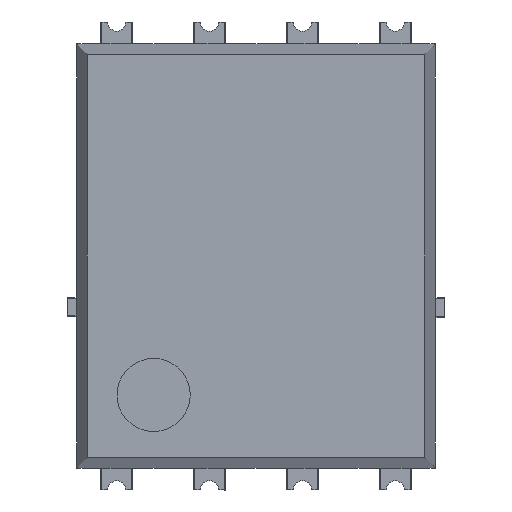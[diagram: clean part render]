
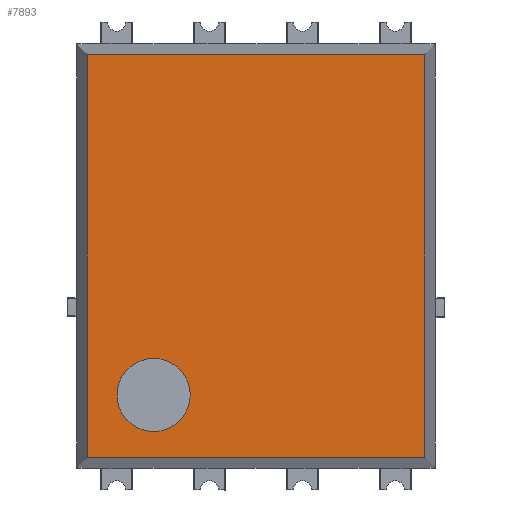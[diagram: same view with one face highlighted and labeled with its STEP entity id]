
A CAD part, front view. The second image highlights one B-rep face of the part: STEP entity #7893.
In plain terms, the highlighted planar face has unit normal (0, -1, 0).
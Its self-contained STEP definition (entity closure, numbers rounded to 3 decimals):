
#218=CIRCLE('',#8362,0.5);
#2077=ORIENTED_EDGE('',*,*,#3101,.F.);
#2078=ORIENTED_EDGE('',*,*,#3102,.T.);
#2079=ORIENTED_EDGE('',*,*,#3103,.T.);
#2080=ORIENTED_EDGE('',*,*,#3104,.T.);
#2081=ORIENTED_EDGE('',*,*,#3105,.T.);
#3101=EDGE_CURVE('',#3745,#3745,#218,.T.);
#3102=EDGE_CURVE('',#3746,#3747,#4575,.T.);
#3103=EDGE_CURVE('',#3747,#3748,#4576,.T.);
#3104=EDGE_CURVE('',#3748,#3749,#4577,.T.);
#3105=EDGE_CURVE('',#3749,#3746,#4578,.T.);
#3745=VERTEX_POINT('',#12040);
#3746=VERTEX_POINT('',#12042);
#3747=VERTEX_POINT('',#12043);
#3748=VERTEX_POINT('',#12045);
#3749=VERTEX_POINT('',#12047);
#4575=LINE('',#12041,#5421);
#4576=LINE('',#12044,#5422);
#4577=LINE('',#12046,#5423);
#4578=LINE('',#12048,#5424);
#5421=VECTOR('',#10075,1000.);
#5422=VECTOR('',#10076,1000.);
#5423=VECTOR('',#10077,1000.);
#5424=VECTOR('',#10078,1000.);
#5762=EDGE_LOOP('',(#2077));
#5763=EDGE_LOOP('',(#2078,#2079,#2080,#2081));
#6100=FACE_BOUND('',#5762,.T.);
#6101=FACE_BOUND('',#5763,.T.);
#6386=PLANE('',#8361);
#7893=ADVANCED_FACE('',(#6100,#6101),#6386,.F.);
#8361=AXIS2_PLACEMENT_3D('',#12038,#10071,#10072);
#8362=AXIS2_PLACEMENT_3D('',#12039,#10073,#10074);
#10071=DIRECTION('',(0.,1.,0.));
#10072=DIRECTION('',(0.,0.,1.));
#10073=DIRECTION('',(0.,-1.,0.));
#10074=DIRECTION('',(1.,0.,0.));
#10075=DIRECTION('',(1.,0.,0.));
#10076=DIRECTION('',(0.,0.,1.));
#10077=DIRECTION('',(-1.,0.,0.));
#10078=DIRECTION('',(0.,0.,-1.));
#12038=CARTESIAN_POINT('',(0.,0.,0.));
#12039=CARTESIAN_POINT('',(-1.4,0.,-1.9));
#12040=CARTESIAN_POINT('',(-0.9,0.,-1.9));
#12041=CARTESIAN_POINT('',(0.,0.,-2.755));
#12042=CARTESIAN_POINT('',(-2.305,0.,-2.755));
#12043=CARTESIAN_POINT('',(2.305,0.,-2.755));
#12044=CARTESIAN_POINT('',(2.305,0.,0.));
#12045=CARTESIAN_POINT('',(2.305,0.,2.755));
#12046=CARTESIAN_POINT('',(0.,0.,2.755));
#12047=CARTESIAN_POINT('',(-2.305,0.,2.755));
#12048=CARTESIAN_POINT('',(-2.305,0.,0.));
